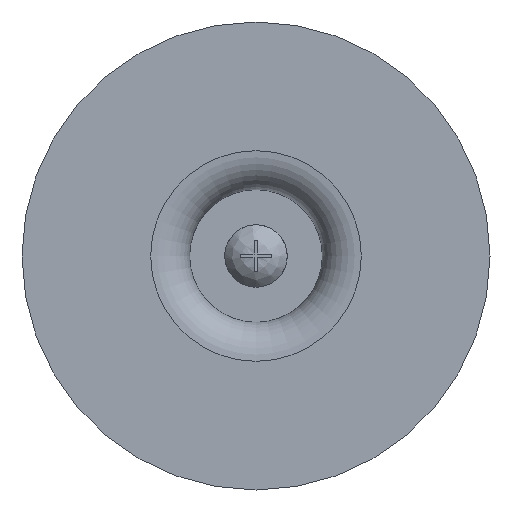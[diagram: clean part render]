
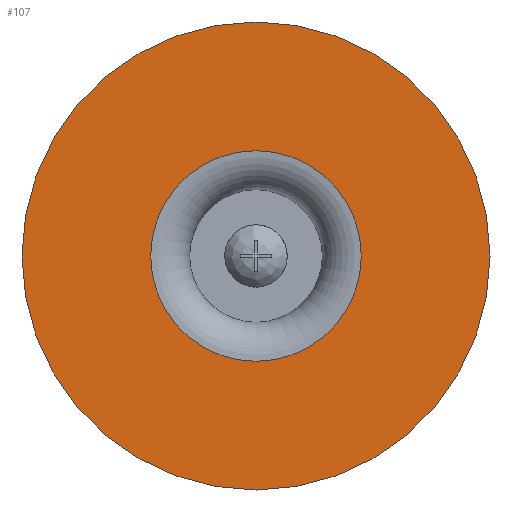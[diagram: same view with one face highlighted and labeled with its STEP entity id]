
A CAD part, front view. The second image highlights one B-rep face of the part: STEP entity #107.
In plain terms, the highlighted planar face has unit normal (0, -1, 0).
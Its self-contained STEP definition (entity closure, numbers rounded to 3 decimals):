
#107 = ADVANCED_FACE( '', ( #237, #238 ), #239, .F. );
#237 = FACE_BOUND( '', #392, .T. );
#238 = FACE_OUTER_BOUND( '', #393, .T. );
#239 = PLANE( '', #394 );
#392 = EDGE_LOOP( '', ( #672 ) );
#393 = EDGE_LOOP( '', ( #673 ) );
#394 = AXIS2_PLACEMENT_3D( '', #674, #675, #676 );
#672 = ORIENTED_EDGE( '', *, *, #951, .F. );
#673 = ORIENTED_EDGE( '', *, *, #902, .T. );
#674 = CARTESIAN_POINT( '', ( 30., 0., 0. ) );
#675 = DIRECTION( '', ( 0., 1., 0. ) );
#676 = DIRECTION( '', ( 0., 0., 1. ) );
#902 = EDGE_CURVE( '', #1058, #1058, #1059, .T. );
#951 = EDGE_CURVE( '', #1133, #1133, #1134, .T. );
#1058 = VERTEX_POINT( '', #1286 );
#1059 = CIRCLE( '', #1287, 30. );
#1133 = VERTEX_POINT( '', #1452 );
#1134 = CIRCLE( '', #1453, 13.5 );
#1286 = CARTESIAN_POINT( '', ( 0., 0., -30. ) );
#1287 = AXIS2_PLACEMENT_3D( '', #1627, #1628, #1629 );
#1452 = CARTESIAN_POINT( '', ( 0., 0., -13.5 ) );
#1453 = AXIS2_PLACEMENT_3D( '', #1654, #1655, #1656 );
#1627 = CARTESIAN_POINT( '', ( 0., 0., 0. ) );
#1628 = DIRECTION( '', ( 0., -1., 0. ) );
#1629 = DIRECTION( '', ( 0., 0., -1. ) );
#1654 = CARTESIAN_POINT( '', ( 0., 0., 0. ) );
#1655 = DIRECTION( '', ( 0., -1., 0. ) );
#1656 = DIRECTION( '', ( 0., 0., -1. ) );
